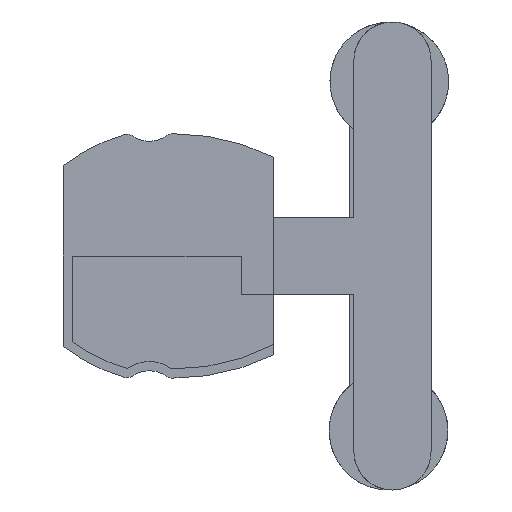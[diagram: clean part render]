
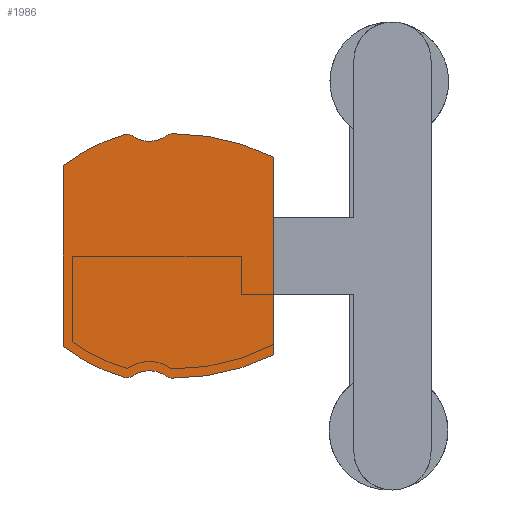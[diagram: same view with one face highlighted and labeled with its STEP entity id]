
A CAD part, left-side view. The second image highlights one B-rep face of the part: STEP entity #1986.
In plain terms, the highlighted planar face has unit normal (-1, 0, 0).
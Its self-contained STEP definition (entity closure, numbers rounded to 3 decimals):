
#2 = CARTESIAN_POINT ( 'NONE',  ( 0., 6.877, 24.505 ) ) ;
#14 = DIRECTION ( 'NONE',  ( 1., 0., 0. ) ) ;
#24 = PLANE ( 'NONE',  #940 ) ;
#25 = CARTESIAN_POINT ( 'NONE',  ( 0., 12.275, -33.367 ) ) ;
#58 = AXIS2_PLACEMENT_3D ( 'NONE', #25, #1208, #204 ) ;
#63 = CIRCLE ( 'NONE', #1329, 38.125 ) ;
#71 = EDGE_CURVE ( 'NONE', #1881, #867, #697, .T. ) ;
#77 = DIRECTION ( 'NONE',  ( -1., 0., 0. ) ) ;
#109 = DIRECTION ( 'NONE',  ( 1., 0., 0. ) ) ;
#146 = ORIENTED_EDGE ( 'NONE', *, *, #1505, .F. ) ;
#152 = CIRCLE ( 'NONE', #220, 48.501 ) ;
#159 = CARTESIAN_POINT ( 'NONE',  ( 0., 17.076, 22.414 ) ) ;
#161 = CARTESIAN_POINT ( 'NONE',  ( 0., 8.535, -28.277 ) ) ;
#171 = DIRECTION ( 'NONE',  ( 1., 0., 0. ) ) ;
#173 = VERTEX_POINT ( 'NONE', #304 ) ;
#175 = CARTESIAN_POINT ( 'NONE',  ( 0., 30.957, 17.592 ) ) ;
#187 = ORIENTED_EDGE ( 'NONE', *, *, #926, .F. ) ;
#195 = DIRECTION ( 'NONE',  ( 1., 0., 0. ) ) ;
#196 = AXIS2_PLACEMENT_3D ( 'NONE', #1091, #77, #1265 ) ;
#202 = DIRECTION ( 'NONE',  ( -1., 0., 0. ) ) ;
#204 = DIRECTION ( 'NONE',  ( 0., 0., -1. ) ) ;
#207 = VECTOR ( 'NONE', #444, 1000. ) ;
#215 = DIRECTION ( 'NONE',  ( 1., 0., 0. ) ) ;
#220 = AXIS2_PLACEMENT_3D ( 'NONE', #818, #2009, #987 ) ;
#259 = EDGE_CURVE ( 'NONE', #782, #1585, #1681, .T. ) ;
#304 = CARTESIAN_POINT ( 'NONE',  ( 0., 17.611, -28.504 ) ) ;
#315 = ORIENTED_EDGE ( 'NONE', *, *, #2019, .F. ) ;
#323 = VERTEX_POINT ( 'NONE', #175 ) ;
#324 = DIRECTION ( 'NONE',  ( 0., 0., -1. ) ) ;
#338 = ORIENTED_EDGE ( 'NONE', *, *, #433, .F. ) ;
#362 = ORIENTED_EDGE ( 'NONE', *, *, #637, .F. ) ;
#363 = CARTESIAN_POINT ( 'NONE',  ( 0., 17.611, 24.341 ) ) ;
#380 = AXIS2_PLACEMENT_3D ( 'NONE', #1198, #195, #1377 ) ;
#382 = CIRCLE ( 'NONE', #1094, 2. ) ;
#433 = EDGE_CURVE ( 'NONE', #323, #996, #63, .T. ) ;
#444 = DIRECTION ( 'NONE',  ( 0., 0., -1. ) ) ;
#523 = DIRECTION ( 'NONE',  ( 1., 0., 0. ) ) ;
#543 = ORIENTED_EDGE ( 'NONE', *, *, #71, .F. ) ;
#580 = AXIS2_PLACEMENT_3D ( 'NONE', #618, #1808, #785 ) ;
#608 = CARTESIAN_POINT ( 'NONE',  ( 0., -14.749, 19.417 ) ) ;
#618 = CARTESIAN_POINT ( 'NONE',  ( 0., 7.413, 8.232 ) ) ;
#637 = EDGE_CURVE ( 'NONE', #1585, #944, #1018, .T. ) ;
#640 = CARTESIAN_POINT ( 'NONE',  ( 0., 17.076, 24.414 ) ) ;
#697 = LINE ( 'NONE', #608, #207 ) ;
#699 = DIRECTION ( 'NONE',  ( 1., 0., 0. ) ) ;
#733 = CARTESIAN_POINT ( 'NONE',  ( 0., 7.371, 24.502 ) ) ;
#782 = VERTEX_POINT ( 'NONE', #640 ) ;
#785 = DIRECTION ( 'NONE',  ( 0., 0., 1. ) ) ;
#818 = CARTESIAN_POINT ( 'NONE',  ( 0., 6.877, -23.996 ) ) ;
#820 = ORIENTED_EDGE ( 'NONE', *, *, #1423, .F. ) ;
#822 = EDGE_CURVE ( 'NONE', #1685, #1928, #152, .T. ) ;
#865 = CARTESIAN_POINT ( 'NONE',  ( 0., 7.413, 8.232 ) ) ;
#867 = VERTEX_POINT ( 'NONE', #2015 ) ;
#899 = ORIENTED_EDGE ( 'NONE', *, *, #259, .F. ) ;
#909 = AXIS2_PLACEMENT_3D ( 'NONE', #1028, #14, #1195 ) ;
#925 = CARTESIAN_POINT ( 'NONE',  ( 0., 30.957, -21.755 ) ) ;
#926 = EDGE_CURVE ( 'NONE', #1928, #1881, #936, .T. ) ;
#935 = DIRECTION ( 'NONE',  ( -1., 0., 0. ) ) ;
#936 = CIRCLE ( 'NONE', #1007, 48.501 ) ;
#940 = AXIS2_PLACEMENT_3D ( 'NONE', #865, #202, #1381 ) ;
#944 = VERTEX_POINT ( 'NONE', #1016 ) ;
#964 = EDGE_CURVE ( 'NONE', #1184, #1415, #1289, .T. ) ;
#987 = DIRECTION ( 'NONE',  ( 0., 0., 1. ) ) ;
#995 = EDGE_CURVE ( 'NONE', #1415, #1072, #1680, .T. ) ;
#996 = VERTEX_POINT ( 'NONE', #363 ) ;
#1007 = AXIS2_PLACEMENT_3D ( 'NONE', #1178, #171, #1356 ) ;
#1016 = CARTESIAN_POINT ( 'NONE',  ( 0., 8.535, 24.114 ) ) ;
#1018 = CIRCLE ( 'NONE', #1050, 6.316 ) ;
#1028 = CARTESIAN_POINT ( 'NONE',  ( 0., 7.351, 22.503 ) ) ;
#1050 = AXIS2_PLACEMENT_3D ( 'NONE', #1956, #935, #2123 ) ;
#1072 = VERTEX_POINT ( 'NONE', #1904 ) ;
#1091 = CARTESIAN_POINT ( 'NONE',  ( 0., 12.275, -33.367 ) ) ;
#1094 = AXIS2_PLACEMENT_3D ( 'NONE', #1114, #109, #1295 ) ;
#1096 = CARTESIAN_POINT ( 'NONE',  ( 0., 7.371, -28.665 ) ) ;
#1104 = CARTESIAN_POINT ( 'NONE',  ( 0., 15.922, -28.21 ) ) ;
#1114 = CARTESIAN_POINT ( 'NONE',  ( 0., 17.076, 22.414 ) ) ;
#1176 = VERTEX_POINT ( 'NONE', #925 ) ;
#1178 = CARTESIAN_POINT ( 'NONE',  ( 0., 6.877, -23.996 ) ) ;
#1184 = VERTEX_POINT ( 'NONE', #1096 ) ;
#1195 = DIRECTION ( 'NONE',  ( 0., 0., 1. ) ) ;
#1198 = CARTESIAN_POINT ( 'NONE',  ( 0., 6.877, 19.833 ) ) ;
#1208 = DIRECTION ( 'NONE',  ( -1., 0., 0. ) ) ;
#1217 = CARTESIAN_POINT ( 'NONE',  ( 0., 17.076, -26.577 ) ) ;
#1221 = VECTOR ( 'NONE', #2192, 1000. ) ;
#1265 = DIRECTION ( 'NONE',  ( 0., 0., -1. ) ) ;
#1269 = ORIENTED_EDGE ( 'NONE', *, *, #822, .F. ) ;
#1273 = VERTEX_POINT ( 'NONE', #1104 ) ;
#1278 = EDGE_CURVE ( 'NONE', #173, #1176, #1942, .T. ) ;
#1289 = CIRCLE ( 'NONE', #1693, 2. ) ;
#1295 = DIRECTION ( 'NONE',  ( 0., 0., -1. ) ) ;
#1329 = AXIS2_PLACEMENT_3D ( 'NONE', #1717, #699, #1888 ) ;
#1337 = DIRECTION ( 'NONE',  ( 1., 0., 0. ) ) ;
#1356 = DIRECTION ( 'NONE',  ( 0., 0., 1. ) ) ;
#1360 = CIRCLE ( 'NONE', #1403, 2. ) ;
#1377 = DIRECTION ( 'NONE',  ( 0., 0., -1. ) ) ;
#1381 = DIRECTION ( 'NONE',  ( 0., 0., 1. ) ) ;
#1401 = DIRECTION ( 'NONE',  ( 0., 0., 1. ) ) ;
#1403 = AXIS2_PLACEMENT_3D ( 'NONE', #1217, #215, #1401 ) ;
#1415 = VERTEX_POINT ( 'NONE', #161 ) ;
#1421 = ORIENTED_EDGE ( 'NONE', *, *, #995, .F. ) ;
#1423 = EDGE_CURVE ( 'NONE', #1176, #323, #2129, .T. ) ;
#1465 = FACE_OUTER_BOUND ( 'NONE', #1834, .T. ) ;
#1469 = ORIENTED_EDGE ( 'NONE', *, *, #1816, .F. ) ;
#1505 = EDGE_CURVE ( 'NONE', #944, #1685, #2024, .T. ) ;
#1518 = CIRCLE ( 'NONE', #380, 48.501 ) ;
#1539 = CARTESIAN_POINT ( 'NONE',  ( 0., 7.351, -26.666 ) ) ;
#1558 = ORIENTED_EDGE ( 'NONE', *, *, #964, .F. ) ;
#1585 = VERTEX_POINT ( 'NONE', #2059 ) ;
#1673 = CARTESIAN_POINT ( 'NONE',  ( 0., 30.957, 17.592 ) ) ;
#1680 = CIRCLE ( 'NONE', #58, 6.316 ) ;
#1681 = CIRCLE ( 'NONE', #2171, 2. ) ;
#1685 = VERTEX_POINT ( 'NONE', #733 ) ;
#1693 = AXIS2_PLACEMENT_3D ( 'NONE', #1539, #523, #1706 ) ;
#1706 = DIRECTION ( 'NONE',  ( 0., 0., -1. ) ) ;
#1717 = CARTESIAN_POINT ( 'NONE',  ( 0., 7.413, -12.395 ) ) ;
#1749 = EDGE_CURVE ( 'NONE', #1072, #1273, #1839, .T. ) ;
#1808 = DIRECTION ( 'NONE',  ( 1., 0., 0. ) ) ;
#1816 = EDGE_CURVE ( 'NONE', #996, #782, #382, .T. ) ;
#1834 = EDGE_LOOP ( 'NONE', ( #2140, #315, #1943, #1421, #1558, #2200, #543, #187, #1269, #146, #362, #899, #1469, #338, #820 ) ) ;
#1839 = CIRCLE ( 'NONE', #196, 6.316 ) ;
#1881 = VERTEX_POINT ( 'NONE', #2153 ) ;
#1888 = DIRECTION ( 'NONE',  ( 0., 0., -1. ) ) ;
#1904 = CARTESIAN_POINT ( 'NONE',  ( 0., 12.275, -27.051 ) ) ;
#1928 = VERTEX_POINT ( 'NONE', #2 ) ;
#1942 = CIRCLE ( 'NONE', #580, 38.125 ) ;
#1943 = ORIENTED_EDGE ( 'NONE', *, *, #1749, .F. ) ;
#1956 = CARTESIAN_POINT ( 'NONE',  ( 0., 12.275, 29.204 ) ) ;
#1961 = EDGE_CURVE ( 'NONE', #867, #1184, #1518, .T. ) ;
#1986 = ADVANCED_FACE ( 'NONE', ( #1465 ), #24, .T. ) ;
#2009 = DIRECTION ( 'NONE',  ( 1., 0., 0. ) ) ;
#2015 = CARTESIAN_POINT ( 'NONE',  ( 0., -14.749, -23.58 ) ) ;
#2019 = EDGE_CURVE ( 'NONE', #1273, #173, #1360, .T. ) ;
#2024 = CIRCLE ( 'NONE', #909, 2. ) ;
#2059 = CARTESIAN_POINT ( 'NONE',  ( 0., 15.922, 24.047 ) ) ;
#2123 = DIRECTION ( 'NONE',  ( 0., 0., 1. ) ) ;
#2129 = LINE ( 'NONE', #1673, #1221 ) ;
#2140 = ORIENTED_EDGE ( 'NONE', *, *, #1278, .F. ) ;
#2153 = CARTESIAN_POINT ( 'NONE',  ( 0., -14.749, 19.417 ) ) ;
#2171 = AXIS2_PLACEMENT_3D ( 'NONE', #159, #1337, #324 ) ;
#2192 = DIRECTION ( 'NONE',  ( 0., 0., 1. ) ) ;
#2200 = ORIENTED_EDGE ( 'NONE', *, *, #1961, .F. ) ;
